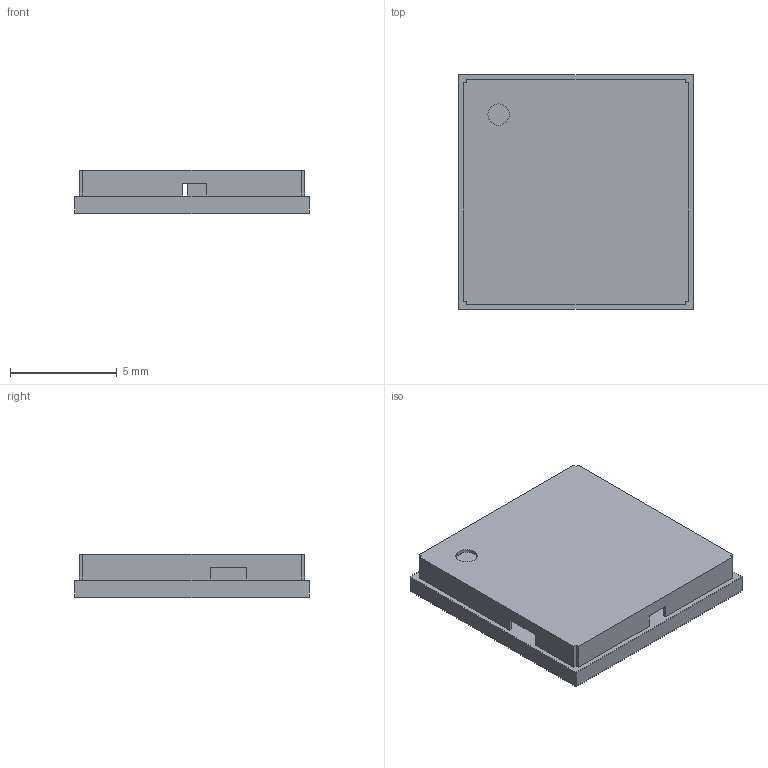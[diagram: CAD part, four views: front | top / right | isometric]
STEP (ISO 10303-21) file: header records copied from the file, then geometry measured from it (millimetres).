
FILE_DESCRIPTION((''),'2;1');
FILE_NAME('MOZ0065A_ASM','2023-07-21T07:34:33',('a0412086'),(''),'CREO PARAMETRIC BY PTC INC, 2018500','CREO PARAMETRIC BY PTC INC, 2018500','');
FILE_SCHEMA(('CONFIG_CONTROL_DESIGN','SHAPE_APPEARANCE_LAYERS_GROUPS'));
Length unit declared in the file: millimetre
Products named in the file (7): SOLDERMASK; METAL-BTM-QFM; SUBSTRATE-QFM; SOLDERMASK_TOP; SHIELD-SHEETMETAL; PIN1_AREA; MOZ0065A_ASM
Assembly tree (6 placements, depth 2):
  MOZ0065A_ASM
    SOLDERMASK
    METAL-BTM-QFM
    SUBSTRATE-QFM
    SOLDERMASK_TOP
    SHIELD-SHEETMETAL
    PIN1_AREA
Bounding box: 11 x 11 x 2.02 mm (x, y, z)
Volume: 121.4 mm3; surface area: 1062.1 mm2
Topology: 69 solids, 69 shells, 708 faces, 1702 edges, 1132 vertices
Faces by surface type: plane 706, cylinder 2
Entity records: 26054 total; most frequent: CARTESIAN_POINT 3555, ORIENTED_EDGE 3404, DIRECTION 3148, PRESENTATION_STYLE_ASSIGNMENT 1771, STYLED_ITEM 1771, CURVE_STYLE 1702, EDGE_CURVE 1702, VECTOR 1698
